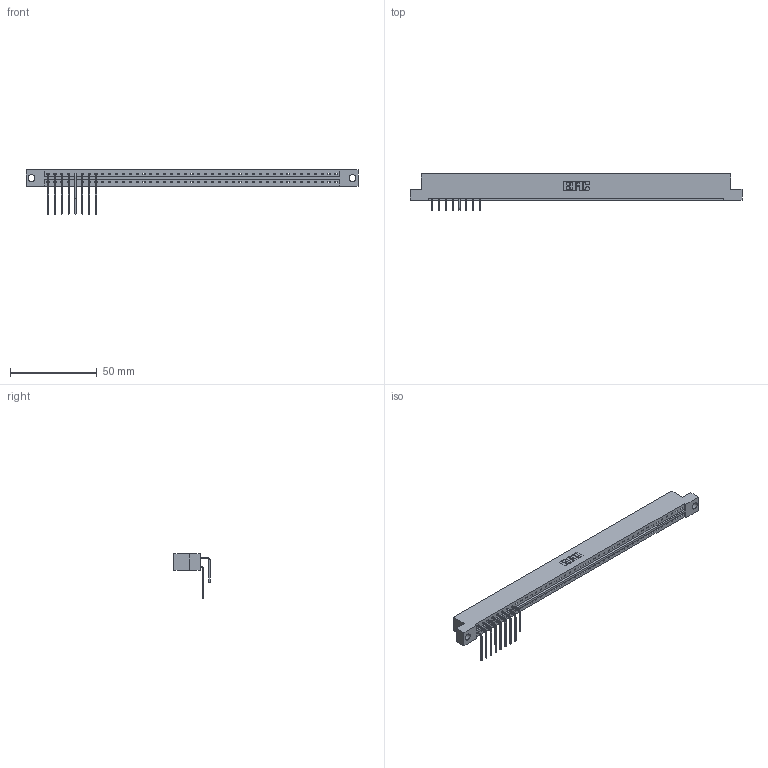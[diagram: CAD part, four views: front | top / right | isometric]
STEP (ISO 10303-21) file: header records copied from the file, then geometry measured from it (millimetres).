
FILE_DESCRIPTION (( 'STEP AP203' ), '1' );
FILE_NAME ('333-016-559-204.STEP', '2018-08-01T21:08:10', ( '' ), ( '' ), 'SwSTEP 2.0', 'SolidWorks 2016', '' );
FILE_SCHEMA (( 'CONFIG_CONTROL_DESIGN' ));
Length unit declared in the file: inch
Products named in the file (4): 333 Part_Flush - .156 Dia - TH; 345-292-001_558 559 Tail - 1; 345-292-001_559 Tail - 2; 333-016-559-204
Assembly tree (17 placements, depth 2):
  333-016-559-204
    333 Part_Flush - .156 Dia - TH
    345-292-001_558 559 Tail - 1  x8
    345-292-001_559 Tail - 2  x8
Bounding box: 191.92 x 20.9 x 25.53 mm (x, y, z)
Volume: 18978.1 mm3; surface area: 18949.4 mm2
Topology: 17 solids, 17 shells, 1398 faces, 4357 edges, 2882 vertices
Faces by surface type: plane 1098, cylinder 300
Entity records: 27081 total; most frequent: CARTESIAN_POINT 4839, ORIENTED_EDGE 4794, DIRECTION 4033, EDGE_CURVE 2397, LINE 2229, VECTOR 2229, VERTEX_POINT 1594, AXIS2_PLACEMENT_3D 902
